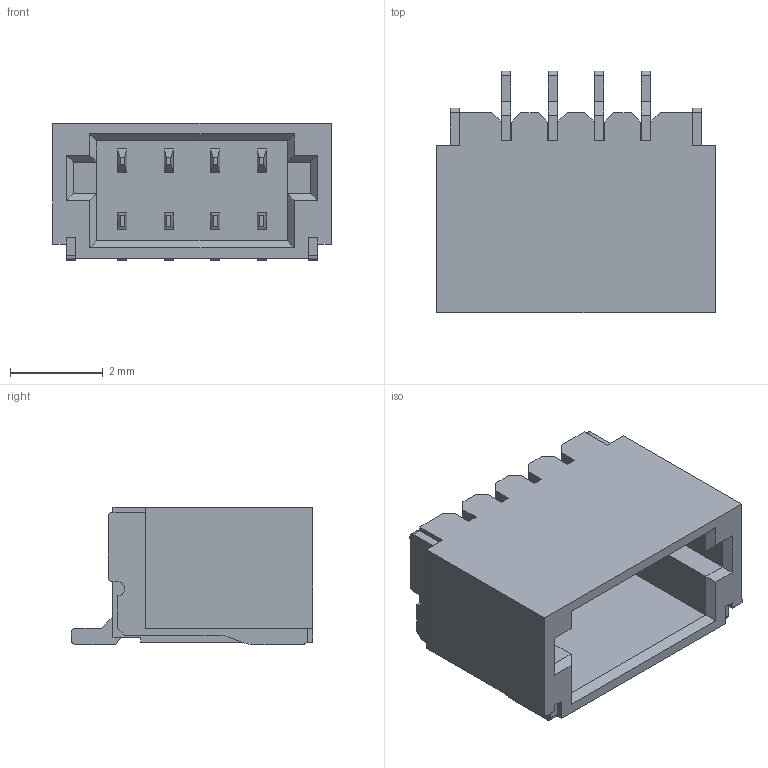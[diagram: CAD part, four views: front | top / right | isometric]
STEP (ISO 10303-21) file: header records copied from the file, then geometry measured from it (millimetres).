
FILE_DESCRIPTION (( 'STEP AP214' ), '1' );
FILE_NAME ('CONN-SMD_4P-P1.00_DEALON_1.0-4PWB.step', '2022-07-29T13:42:52', ( '' ), ( '' ), 'SwSTEP 2.0', 'SolidWorks 2020', '' );
FILE_SCHEMA (( 'AUTOMOTIVE_DESIGN' ));
Length unit declared in the file: millimetre
Products named in the file (1): CONN-SMD_4P-P1.00_DEALON_1.0-4PWB
Bounding box: 6 x 5.2 x 2.95 mm (x, y, z)
Volume: 44.1 mm3; surface area: 189.1 mm2
Topology: 14 solids, 14 shells, 534 faces, 1412 edges, 922 vertices
Faces by surface type: plane 401, bspline 112, cylinder 21
Entity records: 22886 total; most frequent: CARTESIAN_POINT 4973, ORIENTED_EDGE 2824, DIRECTION 2074, EDGE_CURVE 1412, VECTOR 1140, LINE 1140, VERTEX_POINT 922, EDGE_LOOP 570
